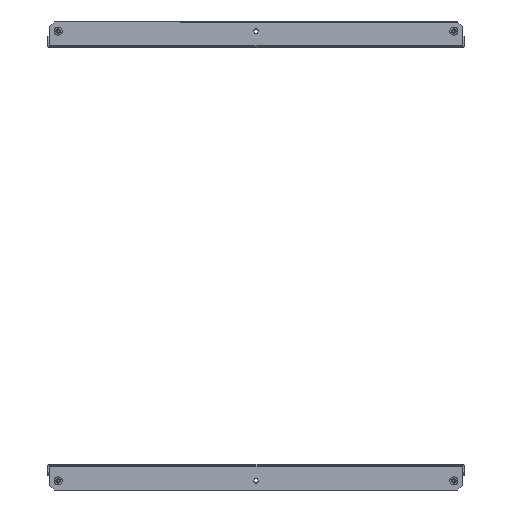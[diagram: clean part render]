
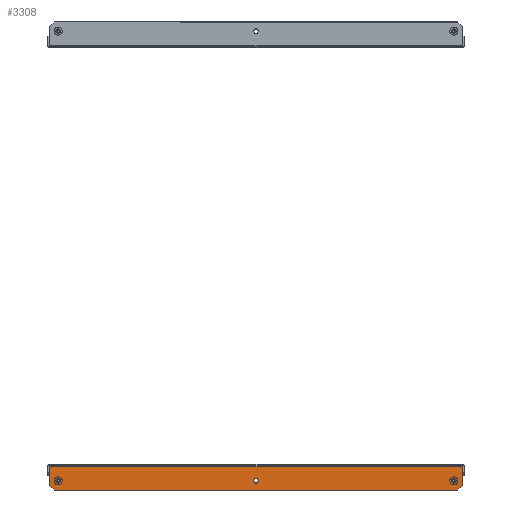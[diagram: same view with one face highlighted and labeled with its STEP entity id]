
A CAD part, left-side view. The second image highlights one B-rep face of the part: STEP entity #3308.
In plain terms, the highlighted planar face has unit normal (-1, 0, 0).
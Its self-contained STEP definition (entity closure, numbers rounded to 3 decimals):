
#501 = EDGE_CURVE ( 'NONE', #20504, #7169, #5567, .T. ) ;
#550 = ORIENTED_EDGE ( 'NONE', *, *, #23539, .T. ) ;
#674 = DIRECTION ( 'NONE',  ( 0., 0., 1. ) ) ;
#774 = CARTESIAN_POINT ( 'NONE',  ( -348.5, 136.75, -136.75 ) ) ;
#891 = ORIENTED_EDGE ( 'NONE', *, *, #5746, .T. ) ;
#1245 = CARTESIAN_POINT ( 'NONE',  ( -348.5, 0., -17.25 ) ) ;
#1373 = DIRECTION ( 'NONE',  ( -1., 0., 0. ) ) ;
#1459 = EDGE_CURVE ( 'NONE', #10749, #32509, #35366, .T. ) ;
#1883 = VERTEX_POINT ( 'NONE', #34181 ) ;
#2263 = CARTESIAN_POINT ( 'NONE',  ( -348.5, 247.5, -31. ) ) ;
#2738 = VERTEX_POINT ( 'NONE', #1245 ) ;
#2786 = CARTESIAN_POINT ( 'NONE',  ( -348.5, 237.5, -17.25 ) ) ;
#2830 = AXIS2_PLACEMENT_3D ( 'NONE', #22658, #8678, #42852 ) ;
#3308 = ADVANCED_FACE ( 'NONE', ( #40226, #36885, #22700, #29589 ), #16481, .T. ) ;
#3514 = DIRECTION ( 'NONE',  ( 0., 0., 1. ) ) ;
#3568 = CARTESIAN_POINT ( 'NONE',  ( -348.5, 0., -20. ) ) ;
#4431 = CARTESIAN_POINT ( 'NONE',  ( -348.5, 247.5, -2.5 ) ) ;
#4864 = CARTESIAN_POINT ( 'NONE',  ( -348.5, -247.5, -26. ) ) ;
#5195 = VERTEX_POINT ( 'NONE', #4431 ) ;
#5567 = LINE ( 'NONE', #22881, #40284 ) ;
#5746 = EDGE_CURVE ( 'NONE', #26077, #7169, #22769, .T. ) ;
#5880 = VECTOR ( 'NONE', #32969, 1000. ) ;
#6208 = EDGE_LOOP ( 'NONE', ( #550, #28660 ) ) ;
#6252 = VERTEX_POINT ( 'NONE', #16665 ) ;
#7169 = VERTEX_POINT ( 'NONE', #4864 ) ;
#7885 = DIRECTION ( 'NONE',  ( 0., -0.707, -0.707 ) ) ;
#8452 = VERTEX_POINT ( 'NONE', #14872 ) ;
#8678 = DIRECTION ( 'NONE',  ( 1., 0., 0. ) ) ;
#9797 = DIRECTION ( 'NONE',  ( 0., 1., 0. ) ) ;
#10067 = DIRECTION ( 'NONE',  ( 0., 0., 1. ) ) ;
#10749 = VERTEX_POINT ( 'NONE', #2786 ) ;
#10882 = EDGE_CURVE ( 'NONE', #8452, #38934, #18317, .T. ) ;
#11375 = DIRECTION ( 'NONE',  ( 0., 0., 1. ) ) ;
#12908 = LINE ( 'NONE', #2263, #42187 ) ;
#14361 = ORIENTED_EDGE ( 'NONE', *, *, #42436, .F. ) ;
#14872 = CARTESIAN_POINT ( 'NONE',  ( -348.5, 247.5, -26. ) ) ;
#15468 = EDGE_LOOP ( 'NONE', ( #14361, #23884, #35603, #891, #19367, #25024 ) ) ;
#15486 = CARTESIAN_POINT ( 'NONE',  ( -348.5, 242.5, -31. ) ) ;
#15616 = DIRECTION ( 'NONE',  ( 0., 0., 1. ) ) ;
#16021 = LINE ( 'NONE', #42654, #43233 ) ;
#16481 = PLANE ( 'NONE',  #28873 ) ;
#16665 = CARTESIAN_POINT ( 'NONE',  ( -348.5, 0., -22.75 ) ) ;
#16737 = DIRECTION ( 'NONE',  ( -1., 0., 0. ) ) ;
#17049 = ORIENTED_EDGE ( 'NONE', *, *, #36896, .F. ) ;
#17652 = AXIS2_PLACEMENT_3D ( 'NONE', #31042, #20387, #3514 ) ;
#17712 = CARTESIAN_POINT ( 'NONE',  ( -348.5, -237.5, -22.75 ) ) ;
#18161 = CARTESIAN_POINT ( 'NONE',  ( -348.5, 247.5, -1.5 ) ) ;
#18317 = LINE ( 'NONE', #774, #35019 ) ;
#19120 = DIRECTION ( 'NONE',  ( 0., 0., -1. ) ) ;
#19206 = EDGE_CURVE ( 'NONE', #24234, #1883, #38207, .T. ) ;
#19367 = ORIENTED_EDGE ( 'NONE', *, *, #501, .F. ) ;
#19693 = CARTESIAN_POINT ( 'NONE',  ( -348.5, 237.5, -22.75 ) ) ;
#19729 = ORIENTED_EDGE ( 'NONE', *, *, #24763, .F. ) ;
#20387 = DIRECTION ( 'NONE',  ( -1., 0., 0. ) ) ;
#20504 = VERTEX_POINT ( 'NONE', #23878 ) ;
#21904 = AXIS2_PLACEMENT_3D ( 'NONE', #31142, #16737, #10067 ) ;
#22658 = CARTESIAN_POINT ( 'NONE',  ( -348.5, -237.5, -20. ) ) ;
#22700 = FACE_BOUND ( 'NONE', #35613, .T. ) ;
#22769 = LINE ( 'NONE', #38976, #5880 ) ;
#22881 = CARTESIAN_POINT ( 'NONE',  ( -348.5, -247.5, -31. ) ) ;
#23116 = DIRECTION ( 'NONE',  ( 0., 1., 0. ) ) ;
#23413 = CIRCLE ( 'NONE', #2830, 2.75 ) ;
#23539 = EDGE_CURVE ( 'NONE', #1883, #24234, #23413, .T. ) ;
#23878 = CARTESIAN_POINT ( 'NONE',  ( -348.5, -247.5, -2.5 ) ) ;
#23884 = ORIENTED_EDGE ( 'NONE', *, *, #10882, .T. ) ;
#24234 = VERTEX_POINT ( 'NONE', #17712 ) ;
#24763 = EDGE_CURVE ( 'NONE', #6252, #2738, #36844, .T. ) ;
#25024 = ORIENTED_EDGE ( 'NONE', *, *, #38085, .T. ) ;
#26077 = VERTEX_POINT ( 'NONE', #42691 ) ;
#27111 = DIRECTION ( 'NONE',  ( -1., 0., 0. ) ) ;
#27812 = CARTESIAN_POINT ( 'NONE',  ( -348.5, 0., -20. ) ) ;
#28660 = ORIENTED_EDGE ( 'NONE', *, *, #19206, .T. ) ;
#28873 = AXIS2_PLACEMENT_3D ( 'NONE', #39780, #32899, #15616 ) ;
#29532 = ORIENTED_EDGE ( 'NONE', *, *, #37276, .F. ) ;
#29589 = FACE_OUTER_BOUND ( 'NONE', #15468, .T. ) ;
#29867 = AXIS2_PLACEMENT_3D ( 'NONE', #27812, #1373, #11375 ) ;
#30361 = EDGE_CURVE ( 'NONE', #26077, #38934, #12908, .T. ) ;
#30528 = DIRECTION ( 'NONE',  ( 0., 0., 1. ) ) ;
#31042 = CARTESIAN_POINT ( 'NONE',  ( -348.5, 237.5, -20. ) ) ;
#31142 = CARTESIAN_POINT ( 'NONE',  ( -348.5, 237.5, -20. ) ) ;
#31693 = DIRECTION ( 'NONE',  ( 0., 0., 1. ) ) ;
#32509 = VERTEX_POINT ( 'NONE', #19693 ) ;
#32522 = CIRCLE ( 'NONE', #17652, 2.75 ) ;
#32899 = DIRECTION ( 'NONE',  ( -1., 0., 0. ) ) ;
#32969 = DIRECTION ( 'NONE',  ( 0., -0.707, 0.707 ) ) ;
#34060 = CARTESIAN_POINT ( 'NONE',  ( -348.5, -237.5, -20. ) ) ;
#34181 = CARTESIAN_POINT ( 'NONE',  ( -348.5, -237.5, -17.25 ) ) ;
#35019 = VECTOR ( 'NONE', #7885, 1000. ) ;
#35366 = CIRCLE ( 'NONE', #21904, 2.75 ) ;
#35603 = ORIENTED_EDGE ( 'NONE', *, *, #30361, .F. ) ;
#35613 = EDGE_LOOP ( 'NONE', ( #38567, #29532 ) ) ;
#36038 = AXIS2_PLACEMENT_3D ( 'NONE', #3568, #27111, #674 ) ;
#36844 = CIRCLE ( 'NONE', #29867, 2.75 ) ;
#36885 = FACE_BOUND ( 'NONE', #6208, .T. ) ;
#36896 = EDGE_CURVE ( 'NONE', #2738, #6252, #43841, .T. ) ;
#37276 = EDGE_CURVE ( 'NONE', #32509, #10749, #32522, .T. ) ;
#38057 = DIRECTION ( 'NONE',  ( 1., 0., 0. ) ) ;
#38085 = EDGE_CURVE ( 'NONE', #20504, #5195, #16021, .T. ) ;
#38207 = CIRCLE ( 'NONE', #43885, 2.75 ) ;
#38567 = ORIENTED_EDGE ( 'NONE', *, *, #1459, .F. ) ;
#38646 = EDGE_LOOP ( 'NONE', ( #17049, #19729 ) ) ;
#38934 = VERTEX_POINT ( 'NONE', #15486 ) ;
#38976 = CARTESIAN_POINT ( 'NONE',  ( -348.5, -136.75, -136.75 ) ) ;
#39145 = VECTOR ( 'NONE', #31693, 1000. ) ;
#39780 = CARTESIAN_POINT ( 'NONE',  ( -348.5, 0., 0. ) ) ;
#40226 = FACE_BOUND ( 'NONE', #38646, .T. ) ;
#40284 = VECTOR ( 'NONE', #19120, 1000. ) ;
#41684 = LINE ( 'NONE', #18161, #39145 ) ;
#42187 = VECTOR ( 'NONE', #9797, 1000. ) ;
#42436 = EDGE_CURVE ( 'NONE', #8452, #5195, #41684, .T. ) ;
#42654 = CARTESIAN_POINT ( 'NONE',  ( -348.5, 0., -2.5 ) ) ;
#42691 = CARTESIAN_POINT ( 'NONE',  ( -348.5, -242.5, -31. ) ) ;
#42852 = DIRECTION ( 'NONE',  ( 0., 0., 1. ) ) ;
#43233 = VECTOR ( 'NONE', #23116, 1000. ) ;
#43841 = CIRCLE ( 'NONE', #36038, 2.75 ) ;
#43885 = AXIS2_PLACEMENT_3D ( 'NONE', #34060, #38057, #30528 ) ;
